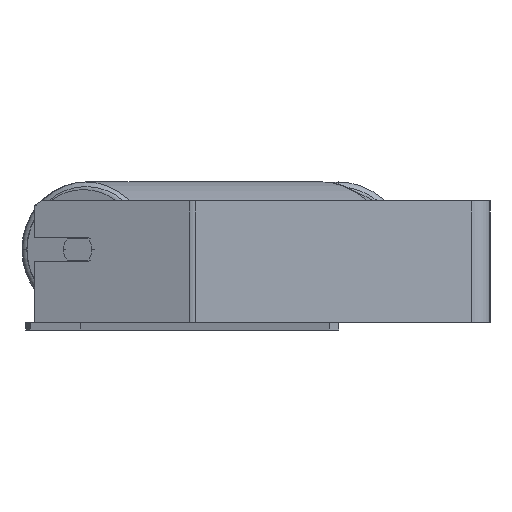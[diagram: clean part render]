
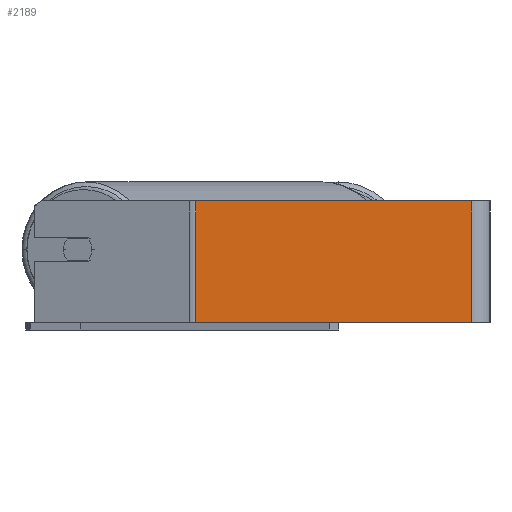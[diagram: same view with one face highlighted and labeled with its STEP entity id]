
A CAD part, left-side view. The second image highlights one B-rep face of the part: STEP entity #2189.
In plain terms, the highlighted planar face has unit normal (-1, 0, 0).
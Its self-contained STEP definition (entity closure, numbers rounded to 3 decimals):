
#465 = PLANE ( 'NONE',  #9165 ) ;
#567 = EDGE_CURVE ( 'NONE', #641, #5079, #6334, .T. ) ;
#571 = LINE ( 'NONE', #2030, #7441 ) ;
#641 = VERTEX_POINT ( 'NONE', #7413 ) ;
#900 = DIRECTION ( 'NONE',  ( 0., -1., 0. ) ) ;
#1101 = CARTESIAN_POINT ( 'NONE',  ( -745., 12., 40. ) ) ;
#1224 = EDGE_CURVE ( 'NONE', #7467, #8516, #7575, .T. ) ;
#1279 = ORIENTED_EDGE ( 'NONE', *, *, #567, .T. ) ;
#1370 = ORIENTED_EDGE ( 'NONE', *, *, #8962, .F. ) ;
#1393 = CARTESIAN_POINT ( 'NONE',  ( -745., 193.945, -40. ) ) ;
#2008 = DIRECTION ( 'NONE',  ( 0., 0., -1. ) ) ;
#2030 = CARTESIAN_POINT ( 'NONE',  ( -745., 196.061, 40. ) ) ;
#2189 = ADVANCED_FACE ( 'NONE', ( #4813 ), #465, .F. ) ;
#2767 = VECTOR ( 'NONE', #2008, 1000. ) ;
#2785 = VECTOR ( 'NONE', #8863, 1000. ) ;
#2833 = ORIENTED_EDGE ( 'NONE', *, *, #1224, .F. ) ;
#2917 = LINE ( 'NONE', #4476, #7081 ) ;
#3305 = CARTESIAN_POINT ( 'NONE',  ( -745., 196.061, 40. ) ) ;
#3892 = ORIENTED_EDGE ( 'NONE', *, *, #6648, .T. ) ;
#4142 = CARTESIAN_POINT ( 'NONE',  ( -745., 12., -40. ) ) ;
#4403 = CARTESIAN_POINT ( 'NONE',  ( -745., 12., 40. ) ) ;
#4476 = CARTESIAN_POINT ( 'NONE',  ( -745., 196.061, -40. ) ) ;
#4813 = FACE_OUTER_BOUND ( 'NONE', #8242, .T. ) ;
#5079 = VERTEX_POINT ( 'NONE', #1393 ) ;
#6334 = LINE ( 'NONE', #9226, #2767 ) ;
#6648 = EDGE_CURVE ( 'NONE', #5079, #8516, #2917, .T. ) ;
#7081 = VECTOR ( 'NONE', #900, 1000. ) ;
#7413 = CARTESIAN_POINT ( 'NONE',  ( -745., 193.945, 40. ) ) ;
#7441 = VECTOR ( 'NONE', #7823, 1000. ) ;
#7467 = VERTEX_POINT ( 'NONE', #4403 ) ;
#7575 = LINE ( 'NONE', #1101, #2785 ) ;
#7823 = DIRECTION ( 'NONE',  ( 0., -1., 0. ) ) ;
#8242 = EDGE_LOOP ( 'NONE', ( #3892, #2833, #1370, #1279 ) ) ;
#8374 = DIRECTION ( 'NONE',  ( 0., 0., -1. ) ) ;
#8516 = VERTEX_POINT ( 'NONE', #4142 ) ;
#8863 = DIRECTION ( 'NONE',  ( 0., 0., -1. ) ) ;
#8962 = EDGE_CURVE ( 'NONE', #641, #7467, #571, .T. ) ;
#9093 = DIRECTION ( 'NONE',  ( 1., 0., 0. ) ) ;
#9165 = AXIS2_PLACEMENT_3D ( 'NONE', #3305, #9093, #8374 ) ;
#9226 = CARTESIAN_POINT ( 'NONE',  ( -745., 193.945, 40. ) ) ;
